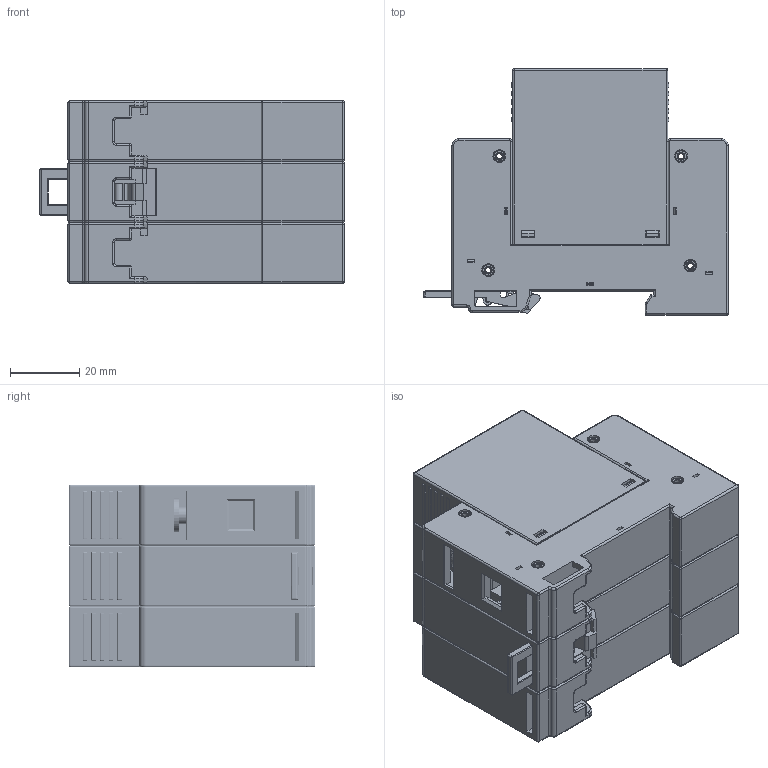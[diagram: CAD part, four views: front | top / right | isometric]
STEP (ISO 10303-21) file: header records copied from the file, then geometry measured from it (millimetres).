
FILE_DESCRIPTION((''),'2;1');
FILE_NAME('510745100_ASM','2019-08-14T10:39:02',('Sebastjan.kamensek'),('Audax d.o.o.'),'CREO PARAMETRIC BY PTC INC, 2017260','CREO PARAMETRIC BY PTC INC, 2017260','');
FILE_SCHEMA(('AP242_MANAGED_MODEL_BASED_3D_ENGINEERING_MIM_LF { 1 0 10303 442 1 1 4 }'));
Products named in the file (22): 510738104_AF0; 510738104; 510738106_AF0; 510738107; 510738102; 513000123; 322429110; 501000132; 510737104_ASM; 510737106_DEF; 322305112; 505900110; 505900282; 505900158; 505900118; 510752102-VER04; 510752103_ASM; 505600152; 5100002XX_ASM; 510752200_ASM; RC_ZENSKA_AF0_1; 510745100_ASM
Assembly tree (31 placements, depth 4):
  510745100_ASM
    510738104_AF0
    510738104
    510738106_AF0
    510738107  x2
    510738102
    510737104_ASM
      513000123
      322429110
      501000132
    510737106_DEF  x4
    322305112
    510752200_ASM  x3
      505900110
      505900282
      505900158
      505900118
      510752103_ASM
        510752102-VER04
      505600152
      5100002XX_ASM
    501000132  x3
    RC_ZENSKA_AF0_1
Bounding box: 88.2 x 71.3 x 52.8 mm (x, y, z)
Volume: 96963.6 mm3; surface area: 174174.3 mm2
Topology: 39 solids, 39 shells, 5624 faces, 14702 edges, 9398 vertices
Faces by surface type: plane 3901, cylinder 1217, torus 161, sphere 149, bspline 99, cone 97
Entity records: 165075 total; most frequent: CARTESIAN_POINT 28295, ORIENTED_EDGE 21298, DIRECTION 20486, PRESENTATION_STYLE_ASSIGNMENT 10939, STYLED_ITEM 10905, CURVE_STYLE 10649, EDGE_CURVE 10649, VECTOR 8372
